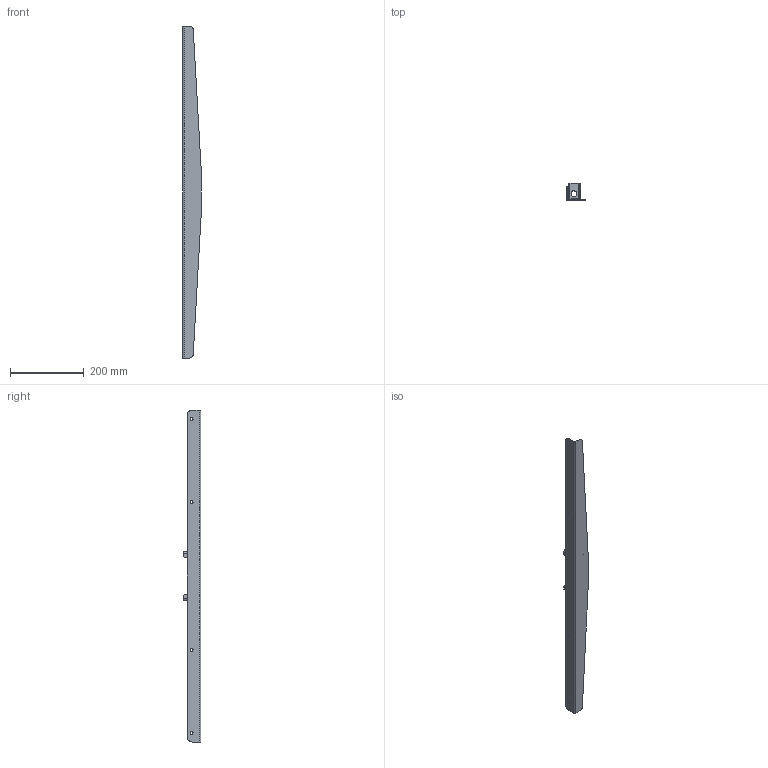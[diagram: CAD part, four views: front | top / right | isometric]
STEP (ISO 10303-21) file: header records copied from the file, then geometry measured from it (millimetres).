
FILE_DESCRIPTION((''),'2;1');
FILE_NAME('JC35TS-0339','2021-01-08T12:45:29',('sa'),('捷昌驱动'),'CREO PARAMETRIC BY PTC INC, 2018100','CREO PARAMETRIC BY PTC INC, 2018100','');
FILE_SCHEMA(('CONFIG_CONTROL_DESIGN'));
Length unit declared in the file: millimetre
Products named in the file (1): JC35TS-0339
Bounding box: 51 x 47.5 x 900 mm (x, y, z)
Volume: 179676.1 mm3; surface area: 147841.1 mm2
Topology: 1 solids, 7 shells, 68 faces, 198 edges, 140 vertices
Faces by surface type: plane 34, cylinder 34
Entity records: 2351 total; most frequent: CARTESIAN_POINT 407, DIRECTION 404, ORIENTED_EDGE 372, EDGE_CURVE 198, VERTEX_POINT 140, AXIS2_PLACEMENT_3D 137, VECTOR 130, LINE 130
